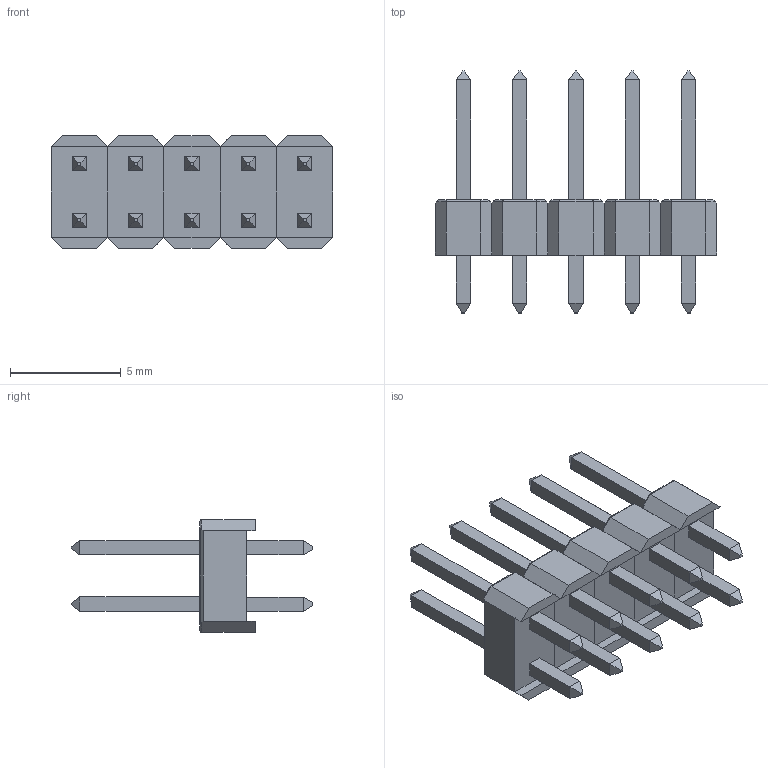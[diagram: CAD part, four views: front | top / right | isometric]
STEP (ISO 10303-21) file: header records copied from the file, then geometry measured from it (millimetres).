
FILE_DESCRIPTION (( 'STEP AP214' ), '1' );
FILE_NAME ('PR20205VBDN.STEP', '2018-04-25T13:18:41', ( '' ), ( '' ), 'SwSTEP 2.0', 'SolidWorks 2014', '' );
FILE_SCHEMA (( 'AUTOMOTIVE_DESIGN' ));
Length unit declared in the file: millimetre
Products named in the file (2): Dual TH with end bump format; PR20205VBDN
Assembly tree (5 placements, depth 2):
  PR20205VBDN
    Dual TH with end bump format  x5
Bounding box: 12.7 x 10.92 x 5.08 mm (x, y, z)
Volume: 168 mm3; surface area: 517.1 mm2
Topology: 25 solids, 25 shells, 320 faces, 690 edges, 420 vertices
Faces by surface type: plane 280, cylinder 40
Entity records: 2090 total; most frequent: CARTESIAN_POINT 330, ORIENTED_EDGE 276, DIRECTION 270, EDGE_CURVE 138, VECTOR 126, LINE 126, VERTEX_POINT 84, AXIS2_PLACEMENT_3D 72
